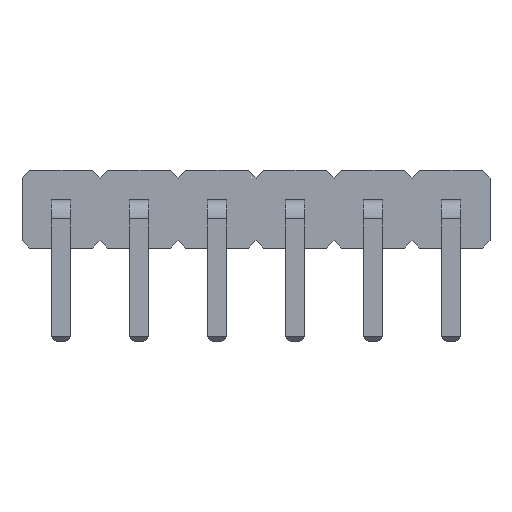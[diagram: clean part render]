
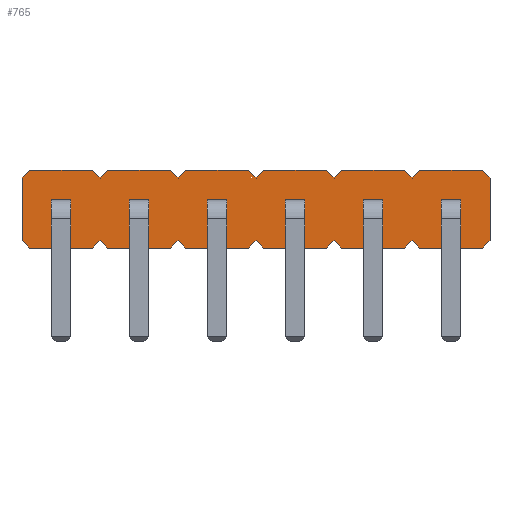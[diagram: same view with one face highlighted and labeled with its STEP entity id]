
A CAD part, left-side view. The second image highlights one B-rep face of the part: STEP entity #765.
In plain terms, the highlighted planar face has unit normal (-1, 0, 0).
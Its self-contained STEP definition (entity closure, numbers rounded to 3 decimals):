
#13=DIRECTION('',(0.,0.,1.));
#22=VERTEX_POINT('',#23);
#23=CARTESIAN_POINT('',(1.5,1.,0.2));
#34=VECTOR('',#35,1.);
#35=DIRECTION('',(0.,-0.707,-0.707));
#38=VERTEX_POINT('',#39);
#39=CARTESIAN_POINT('',(1.5,0.8,0.));
#42=EDGE_CURVE('',#22,#38,#43,.T.);
#43=LINE('',#23,#34);
#46=DIRECTION('',(0.,0.707,-0.707));
#56=VECTOR('',#57,1.);
#57=DIRECTION('',(0.,-1.,0.));
#60=VERTEX_POINT('',#61);
#61=CARTESIAN_POINT('',(1.5,-0.8,0.));
#64=EDGE_CURVE('',#38,#60,#65,.T.);
#65=LINE('',#39,#56);
#78=VECTOR('',#79,1.);
#79=DIRECTION('',(0.,-0.707,0.707));
#82=VERTEX_POINT('',#83);
#83=CARTESIAN_POINT('',(1.5,-1.,0.2));
#86=EDGE_CURVE('',#60,#82,#87,.T.);
#87=LINE('',#61,#78);
#102=VERTEX_POINT('',#103);
#103=CARTESIAN_POINT('',(1.5,-1.2,0.));
#106=EDGE_CURVE('',#82,#102,#107,.T.);
#107=LINE('',#83,#34);
#121=VERTEX_POINT('',#122);
#122=CARTESIAN_POINT('',(1.5,-2.8,0.));
#125=EDGE_CURVE('',#102,#121,#126,.T.);
#126=LINE('',#103,#56);
#140=VERTEX_POINT('',#141);
#141=CARTESIAN_POINT('',(1.5,-3.,0.2));
#144=EDGE_CURVE('',#121,#140,#145,.T.);
#145=LINE('',#122,#78);
#159=VERTEX_POINT('',#160);
#160=CARTESIAN_POINT('',(1.5,-3.2,0.));
#163=EDGE_CURVE('',#140,#159,#164,.T.);
#164=LINE('',#141,#34);
#179=VERTEX_POINT('',#180);
#180=CARTESIAN_POINT('',(1.5,-4.8,0.));
#183=EDGE_CURVE('',#159,#179,#184,.T.);
#184=LINE('',#185,#56);
#185=CARTESIAN_POINT('',(1.5,-3.2,0.));
#199=VERTEX_POINT('',#200);
#200=CARTESIAN_POINT('',(1.5,-5.,0.2));
#203=EDGE_CURVE('',#179,#199,#204,.T.);
#204=LINE('',#180,#78);
#218=VERTEX_POINT('',#219);
#219=CARTESIAN_POINT('',(1.5,-5.2,0.));
#222=EDGE_CURVE('',#199,#218,#223,.T.);
#223=LINE('',#200,#34);
#238=VERTEX_POINT('',#239);
#239=CARTESIAN_POINT('',(1.5,-6.8,0.));
#242=EDGE_CURVE('',#218,#238,#243,.T.);
#243=LINE('',#244,#56);
#244=CARTESIAN_POINT('',(1.5,-5.2,0.));
#258=VERTEX_POINT('',#259);
#259=CARTESIAN_POINT('',(1.5,-7.,0.2));
#262=EDGE_CURVE('',#238,#258,#263,.T.);
#263=LINE('',#239,#78);
#277=VERTEX_POINT('',#278);
#278=CARTESIAN_POINT('',(1.5,-7.2,0.));
#281=EDGE_CURVE('',#258,#277,#282,.T.);
#282=LINE('',#259,#34);
#297=VERTEX_POINT('',#298);
#298=CARTESIAN_POINT('',(1.5,-8.8,0.));
#301=EDGE_CURVE('',#277,#297,#302,.T.);
#302=LINE('',#303,#56);
#303=CARTESIAN_POINT('',(1.5,-7.2,0.));
#317=VERTEX_POINT('',#318);
#318=CARTESIAN_POINT('',(1.5,-9.,0.2));
#321=EDGE_CURVE('',#297,#317,#322,.T.);
#322=LINE('',#298,#78);
#336=VERTEX_POINT('',#337);
#337=CARTESIAN_POINT('',(1.5,-9.2,0.));
#340=EDGE_CURVE('',#317,#336,#341,.T.);
#341=LINE('',#318,#34);
#355=VERTEX_POINT('',#356);
#356=CARTESIAN_POINT('',(1.5,-10.8,0.));
#359=EDGE_CURVE('',#336,#355,#360,.T.);
#360=LINE('',#337,#56);
#374=VERTEX_POINT('',#375);
#375=CARTESIAN_POINT('',(1.5,-11.,0.2));
#378=EDGE_CURVE('',#355,#374,#379,.T.);
#379=LINE('',#356,#78);
#391=VECTOR('',#13,1.);
#394=VERTEX_POINT('',#395);
#395=CARTESIAN_POINT('',(1.5,-11.,1.8));
#398=EDGE_CURVE('',#374,#394,#399,.T.);
#399=LINE('',#375,#391);
#411=VECTOR('',#412,1.);
#412=DIRECTION('',(0.,0.707,0.707));
#415=VERTEX_POINT('',#416);
#416=CARTESIAN_POINT('',(1.5,-10.8,2.));
#419=EDGE_CURVE('',#394,#415,#420,.T.);
#420=LINE('',#395,#411);
#432=VECTOR('',#433,1.);
#433=DIRECTION('',(0.,1.,0.));
#436=VERTEX_POINT('',#437);
#437=CARTESIAN_POINT('',(1.5,-9.2,2.));
#440=EDGE_CURVE('',#415,#436,#441,.T.);
#441=LINE('',#416,#432);
#453=VECTOR('',#46,1.);
#456=VERTEX_POINT('',#457);
#457=CARTESIAN_POINT('',(1.5,-9.,1.8));
#460=EDGE_CURVE('',#436,#456,#461,.T.);
#461=LINE('',#437,#453);
#475=VERTEX_POINT('',#476);
#476=CARTESIAN_POINT('',(1.5,-8.8,2.));
#479=EDGE_CURVE('',#456,#475,#480,.T.);
#480=LINE('',#457,#411);
#494=VERTEX_POINT('',#495);
#495=CARTESIAN_POINT('',(1.5,-7.2,2.));
#498=EDGE_CURVE('',#475,#494,#499,.T.);
#499=LINE('',#476,#432);
#513=VERTEX_POINT('',#514);
#514=CARTESIAN_POINT('',(1.5,-7.,1.8));
#517=EDGE_CURVE('',#494,#513,#518,.T.);
#518=LINE('',#495,#453);
#532=VERTEX_POINT('',#533);
#533=CARTESIAN_POINT('',(1.5,-6.8,2.));
#536=EDGE_CURVE('',#513,#532,#537,.T.);
#537=LINE('',#514,#411);
#551=VERTEX_POINT('',#552);
#552=CARTESIAN_POINT('',(1.5,-5.2,2.));
#555=EDGE_CURVE('',#532,#551,#556,.T.);
#556=LINE('',#533,#432);
#570=VERTEX_POINT('',#571);
#571=CARTESIAN_POINT('',(1.5,-5.,1.8));
#574=EDGE_CURVE('',#551,#570,#575,.T.);
#575=LINE('',#552,#453);
#589=VERTEX_POINT('',#590);
#590=CARTESIAN_POINT('',(1.5,-4.8,2.));
#593=EDGE_CURVE('',#570,#589,#594,.T.);
#594=LINE('',#571,#411);
#608=VERTEX_POINT('',#609);
#609=CARTESIAN_POINT('',(1.5,-3.2,2.));
#612=EDGE_CURVE('',#589,#608,#613,.T.);
#613=LINE('',#590,#432);
#627=VERTEX_POINT('',#628);
#628=CARTESIAN_POINT('',(1.5,-3.,1.8));
#631=EDGE_CURVE('',#608,#627,#632,.T.);
#632=LINE('',#609,#453);
#646=VERTEX_POINT('',#647);
#647=CARTESIAN_POINT('',(1.5,-2.8,2.));
#650=EDGE_CURVE('',#627,#646,#651,.T.);
#651=LINE('',#628,#411);
#665=VERTEX_POINT('',#666);
#666=CARTESIAN_POINT('',(1.5,-1.2,2.));
#669=EDGE_CURVE('',#646,#665,#670,.T.);
#670=LINE('',#647,#432);
#684=VERTEX_POINT('',#685);
#685=CARTESIAN_POINT('',(1.5,-1.,1.8));
#688=EDGE_CURVE('',#665,#684,#689,.T.);
#689=LINE('',#666,#453);
#703=VERTEX_POINT('',#704);
#704=CARTESIAN_POINT('',(1.5,-0.8,2.));
#707=EDGE_CURVE('',#684,#703,#708,.T.);
#708=LINE('',#685,#411);
#722=VERTEX_POINT('',#723);
#723=CARTESIAN_POINT('',(1.5,0.8,2.));
#726=EDGE_CURVE('',#703,#722,#727,.T.);
#727=LINE('',#704,#432);
#741=VERTEX_POINT('',#742);
#742=CARTESIAN_POINT('',(1.5,1.,1.8));
#745=EDGE_CURVE('',#722,#741,#746,.T.);
#746=LINE('',#723,#453);
#756=VECTOR('',#757,1.);
#757=DIRECTION('',(0.,0.,-1.));
#760=EDGE_CURVE('',#741,#22,#761,.T.);
#761=LINE('',#742,#756);
#765=ADVANCED_FACE('',(#766),#806,.T.);
#766=FACE_BOUND('',#767,.T.);
#767=EDGE_LOOP('',(#768,#769,#770,#771,#772,#773,#774,#775,#776,#777,#778,#779,#780,#781,#782,#783,#784,#785,#786,#787,#788,#789,#790,#791,#792,#793,#794,#795,#796,#797,#798,#799,#800,#801,#802,#803,#804,#805));
#768=ORIENTED_EDGE('',*,*,#42,.T.);
#769=ORIENTED_EDGE('',*,*,#64,.T.);
#770=ORIENTED_EDGE('',*,*,#86,.T.);
#771=ORIENTED_EDGE('',*,*,#106,.T.);
#772=ORIENTED_EDGE('',*,*,#125,.T.);
#773=ORIENTED_EDGE('',*,*,#144,.T.);
#774=ORIENTED_EDGE('',*,*,#163,.T.);
#775=ORIENTED_EDGE('',*,*,#183,.T.);
#776=ORIENTED_EDGE('',*,*,#203,.T.);
#777=ORIENTED_EDGE('',*,*,#222,.T.);
#778=ORIENTED_EDGE('',*,*,#242,.T.);
#779=ORIENTED_EDGE('',*,*,#262,.T.);
#780=ORIENTED_EDGE('',*,*,#281,.T.);
#781=ORIENTED_EDGE('',*,*,#301,.T.);
#782=ORIENTED_EDGE('',*,*,#321,.T.);
#783=ORIENTED_EDGE('',*,*,#340,.T.);
#784=ORIENTED_EDGE('',*,*,#359,.T.);
#785=ORIENTED_EDGE('',*,*,#378,.T.);
#786=ORIENTED_EDGE('',*,*,#398,.T.);
#787=ORIENTED_EDGE('',*,*,#419,.T.);
#788=ORIENTED_EDGE('',*,*,#440,.T.);
#789=ORIENTED_EDGE('',*,*,#460,.T.);
#790=ORIENTED_EDGE('',*,*,#479,.T.);
#791=ORIENTED_EDGE('',*,*,#498,.T.);
#792=ORIENTED_EDGE('',*,*,#517,.T.);
#793=ORIENTED_EDGE('',*,*,#536,.T.);
#794=ORIENTED_EDGE('',*,*,#555,.T.);
#795=ORIENTED_EDGE('',*,*,#574,.T.);
#796=ORIENTED_EDGE('',*,*,#593,.T.);
#797=ORIENTED_EDGE('',*,*,#612,.T.);
#798=ORIENTED_EDGE('',*,*,#631,.T.);
#799=ORIENTED_EDGE('',*,*,#650,.T.);
#800=ORIENTED_EDGE('',*,*,#669,.T.);
#801=ORIENTED_EDGE('',*,*,#688,.T.);
#802=ORIENTED_EDGE('',*,*,#707,.T.);
#803=ORIENTED_EDGE('',*,*,#726,.T.);
#804=ORIENTED_EDGE('',*,*,#745,.T.);
#805=ORIENTED_EDGE('',*,*,#760,.T.);
#806=PLANE('',#807);
#807=AXIS2_PLACEMENT_3D('',#808,#809,#810);
#808=CARTESIAN_POINT('',(1.5,-5.,1.));
#809=DIRECTION('',(-1.,0.,0.));
#810=DIRECTION('',(0.,0.,-1.));
